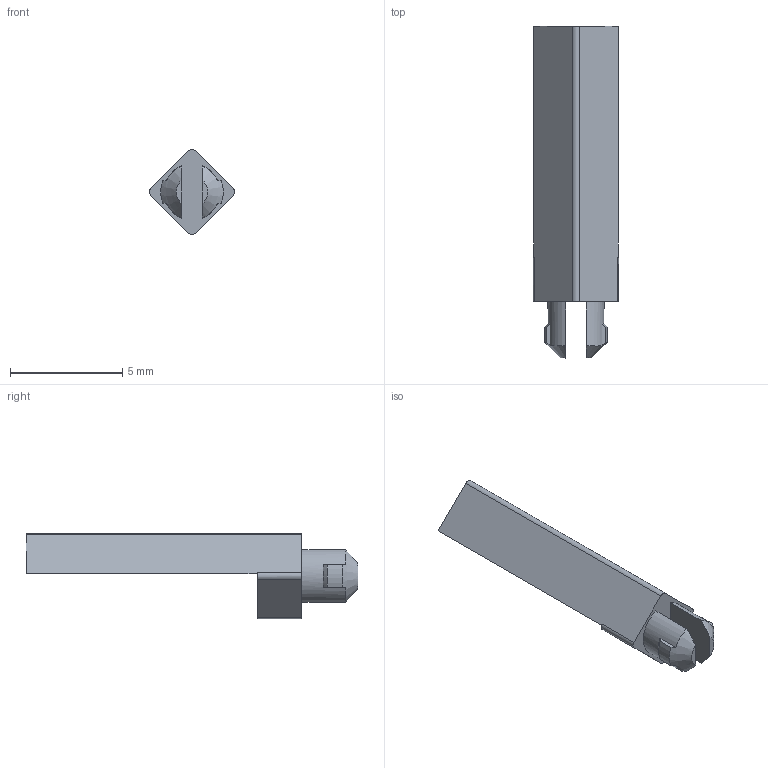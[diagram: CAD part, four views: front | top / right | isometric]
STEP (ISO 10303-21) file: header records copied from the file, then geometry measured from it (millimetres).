
FILE_DESCRIPTION((''),'2;1');
FILE_NAME('09120009924_100169873MOD000A','2022-05-16T16:25:05',('zb.ye'),(''),'CREO PARAMETRIC BY PTC INC, 2017110','CREO PARAMETRIC BY PTC INC, 2017110','');
FILE_SCHEMA(('CONFIG_CONTROL_DESIGN','SHAPE_APPEARANCE_LAYERS_GROUPS'));
Length unit declared in the file: millimetre
Products named in the file (1): 09120009924_100169873MOD000A
Bounding box: 3.79 x 14.8 x 3.79 mm (x, y, z)
Volume: 54.9 mm3; surface area: 159.2 mm2
Topology: 1 solids, 1 shells, 34 faces, 85 edges, 56 vertices
Faces by surface type: plane 22, cylinder 8, cone 4
Entity records: 1386 total; most frequent: CARTESIAN_POINT 227, ORIENTED_EDGE 170, DIRECTION 165, PRESENTATION_STYLE_ASSIGNMENT 88, STYLED_ITEM 86, CURVE_STYLE 85, EDGE_CURVE 85, AXIS2_PLACEMENT_3D 58
